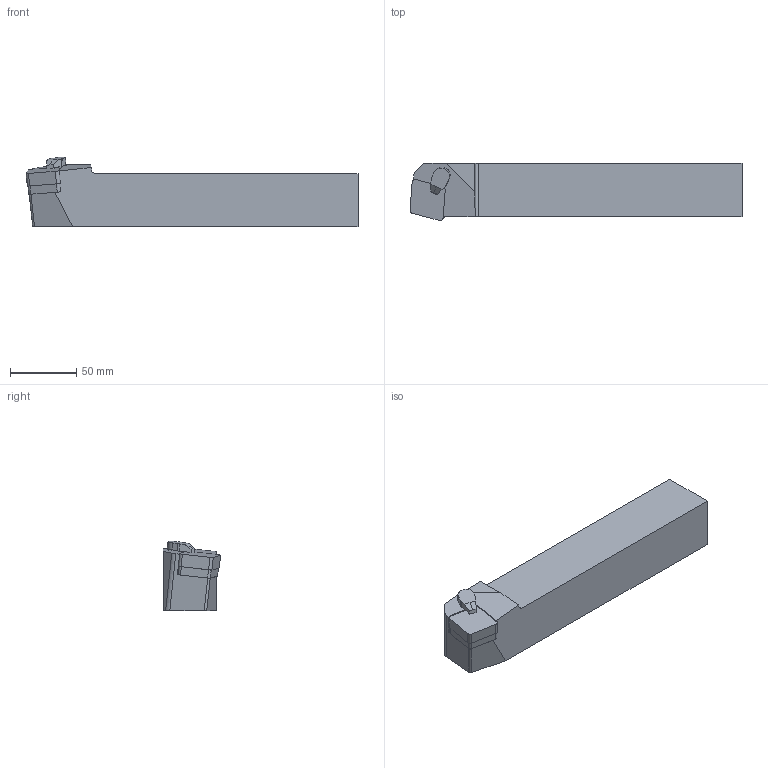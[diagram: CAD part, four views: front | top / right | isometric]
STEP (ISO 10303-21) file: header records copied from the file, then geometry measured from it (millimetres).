
FILE_DESCRIPTION(/* description */ (''),/* implementation_level */ '2;1');
FILE_NAME(/* name */ 'PCBNR-4040-S25C.stp',/* time_stamp */ '2023-10-02T15:58:43+03:00',/* author */ (''),/* organization */ (''),/* preprocessor_version */ 'ST-DEVELOPER v19.4',/* originating_system */ 'SIEMENS PLM Software NX2306.3001',/* authorisation */ '');
FILE_SCHEMA (('AUTOMOTIVE_DESIGN { 1 0 10303 214 3 1 1 1 }'));
Length unit declared in the file: millimetre
Products named in the file (1): PCBNR-4040-S25C
Bounding box: 249.85 x 42.99 x 52.35 mm (x, y, z)
Volume: 399724.3 mm3; surface area: 45676.5 mm2
Topology: 2 solids, 2 shells, 62 faces, 167 edges, 109 vertices
Faces by surface type: plane 43, cylinder 17, cone 2
Entity records: 2076 total; most frequent: CARTESIAN_POINT 348, ORIENTED_EDGE 340, DIRECTION 338, EDGE_CURVE 170, LINE 128, VECTOR 128, VERTEX_POINT 115, AXIS2_PLACEMENT_3D 105
